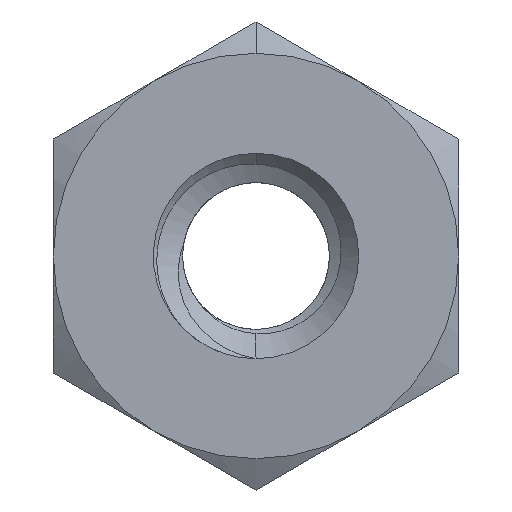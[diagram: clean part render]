
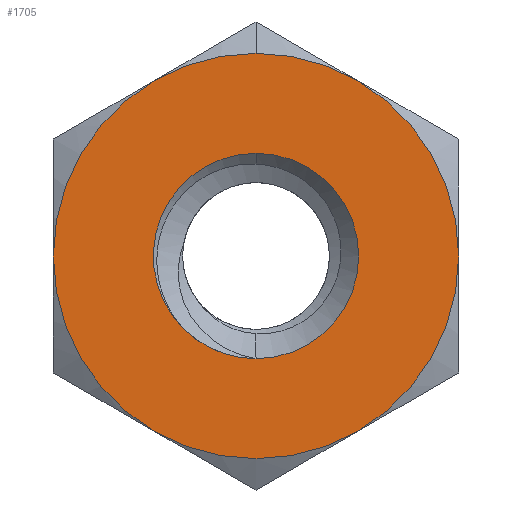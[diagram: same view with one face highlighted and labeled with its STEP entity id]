
A CAD part, front view. The second image highlights one B-rep face of the part: STEP entity #1705.
In plain terms, the highlighted planar face has unit normal (0, -1, 0).
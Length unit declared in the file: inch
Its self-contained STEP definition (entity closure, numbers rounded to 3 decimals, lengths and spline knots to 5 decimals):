
#17 = ORIENTED_EDGE ( 'NONE', *, *, #1083, .T. ) ;
#25 = DIRECTION ( 'NONE',  ( 0., 1., 0. ) ) ;
#100 = CARTESIAN_POINT ( 'NONE',  ( 0.09375, -0.0625, 0.16238 ) ) ;
#119 = ORIENTED_EDGE ( 'NONE', *, *, #317, .T. ) ;
#149 = DIRECTION ( 'NONE',  ( 0., 0., 1. ) ) ;
#180 = CARTESIAN_POINT ( 'NONE',  ( 0., -0.0625, 0. ) ) ;
#181 = ORIENTED_EDGE ( 'NONE', *, *, #675, .T. ) ;
#205 = CIRCLE ( 'NONE', #1818, 0.1875 ) ;
#254 = AXIS2_PLACEMENT_3D ( 'NONE', #1692, #1106, #1244 ) ;
#260 = DIRECTION ( 'NONE',  ( 0., 1., 0. ) ) ;
#288 = VERTEX_POINT ( 'NONE', #1340 ) ;
#306 = CARTESIAN_POINT ( 'NONE',  ( 0., -0.0625, 0. ) ) ;
#317 = EDGE_CURVE ( 'NONE', #710, #651, #1130, .T. ) ;
#382 = DIRECTION ( 'NONE',  ( 0., 0., 1. ) ) ;
#402 = ORIENTED_EDGE ( 'NONE', *, *, #1140, .T. ) ;
#424 = VERTEX_POINT ( 'NONE', #1355 ) ;
#442 = AXIS2_PLACEMENT_3D ( 'NONE', #681, #260, #822 ) ;
#452 = CARTESIAN_POINT ( 'NONE',  ( 0., -0.0625, -0.095 ) ) ;
#469 = AXIS2_PLACEMENT_3D ( 'NONE', #680, #532, #382 ) ;
#492 = CIRCLE ( 'NONE', #1025, 0.1875 ) ;
#500 = EDGE_LOOP ( 'NONE', ( #1668, #181, #402 ) ) ;
#502 = ORIENTED_EDGE ( 'NONE', *, *, #862, .T. ) ;
#505 = ORIENTED_EDGE ( 'NONE', *, *, #982, .T. ) ;
#530 = DIRECTION ( 'NONE',  ( 0., 0., 1. ) ) ;
#532 = DIRECTION ( 'NONE',  ( 0., 1., 0. ) ) ;
#545 = AXIS2_PLACEMENT_3D ( 'NONE', #1560, #1164, #149 ) ;
#546 = CARTESIAN_POINT ( 'NONE',  ( -0.09375, -0.0625, 0.16238 ) ) ;
#559 = VERTEX_POINT ( 'NONE', #1107 ) ;
#581 = ORIENTED_EDGE ( 'NONE', *, *, #1744, .T. ) ;
#599 = DIRECTION ( 'NONE',  ( 0., 0., 1. ) ) ;
#623 = DIRECTION ( 'NONE',  ( 0., 1., 0. ) ) ;
#651 = VERTEX_POINT ( 'NONE', #1235 ) ;
#675 = EDGE_CURVE ( 'NONE', #288, #1249, #938, .T. ) ;
#680 = CARTESIAN_POINT ( 'NONE',  ( -0.1875, -0.0625, -0.10825 ) ) ;
#681 = CARTESIAN_POINT ( 'NONE',  ( 0., -0.0625, 0. ) ) ;
#685 = CARTESIAN_POINT ( 'NONE',  ( 0., -0.0625, 0. ) ) ;
#710 = VERTEX_POINT ( 'NONE', #546 ) ;
#712 = VERTEX_POINT ( 'NONE', #100 ) ;
#745 = CARTESIAN_POINT ( 'NONE',  ( 0., -0.0625, 0. ) ) ;
#821 = CARTESIAN_POINT ( 'NONE',  ( 0., -0.0625, 0. ) ) ;
#822 = DIRECTION ( 'NONE',  ( 0., 0., 1. ) ) ;
#862 = EDGE_CURVE ( 'NONE', #651, #1173, #1241, .T. ) ;
#865 = CARTESIAN_POINT ( 'NONE',  ( 0., -0.0625, 0. ) ) ;
#915 = DIRECTION ( 'NONE',  ( 0., -1., 0. ) ) ;
#938 = CIRCLE ( 'NONE', #442, 0.095 ) ;
#953 = PLANE ( 'NONE',  #469 ) ;
#964 = VERTEX_POINT ( 'NONE', #452 ) ;
#980 = FACE_OUTER_BOUND ( 'NONE', #1310, .T. ) ;
#982 = EDGE_CURVE ( 'NONE', #424, #1742, #492, .T. ) ;
#1025 = AXIS2_PLACEMENT_3D ( 'NONE', #865, #1611, #1602 ) ;
#1083 = EDGE_CURVE ( 'NONE', #1173, #424, #1612, .T. ) ;
#1106 = DIRECTION ( 'NONE',  ( 0., -1., 0. ) ) ;
#1107 = CARTESIAN_POINT ( 'NONE',  ( 0., -0.0625, 0.1875 ) ) ;
#1120 = AXIS2_PLACEMENT_3D ( 'NONE', #745, #915, #1471 ) ;
#1122 = DIRECTION ( 'NONE',  ( 0., -1., 0. ) ) ;
#1127 = EDGE_CURVE ( 'NONE', #964, #288, #1444, .T. ) ;
#1130 = CIRCLE ( 'NONE', #1120, 0.1875 ) ;
#1140 = EDGE_CURVE ( 'NONE', #1249, #964, #1584, .T. ) ;
#1164 = DIRECTION ( 'NONE',  ( 0., -1., 0. ) ) ;
#1173 = VERTEX_POINT ( 'NONE', #1197 ) ;
#1197 = CARTESIAN_POINT ( 'NONE',  ( -0.09375, -0.0625, -0.16238 ) ) ;
#1214 = FACE_BOUND ( 'NONE', #500, .T. ) ;
#1235 = CARTESIAN_POINT ( 'NONE',  ( -0.1875, -0.0625, 0. ) ) ;
#1238 = CIRCLE ( 'NONE', #254, 0.1875 ) ;
#1241 = CIRCLE ( 'NONE', #545, 0.1875 ) ;
#1244 = DIRECTION ( 'NONE',  ( 0., 0., 1. ) ) ;
#1249 = VERTEX_POINT ( 'NONE', #1651 ) ;
#1272 = AXIS2_PLACEMENT_3D ( 'NONE', #180, #25, #1601 ) ;
#1310 = EDGE_LOOP ( 'NONE', ( #1745, #581, #119, #502, #17, #505, #1395 ) ) ;
#1340 = CARTESIAN_POINT ( 'NONE',  ( -0.06718, -0.0625, -0.06718 ) ) ;
#1345 = DIRECTION ( 'NONE',  ( 0., 0., 1. ) ) ;
#1355 = CARTESIAN_POINT ( 'NONE',  ( 0.09375, -0.0625, -0.16238 ) ) ;
#1395 = ORIENTED_EDGE ( 'NONE', *, *, #1420, .F. ) ;
#1420 = EDGE_CURVE ( 'NONE', #712, #1742, #1472, .T. ) ;
#1444 = CIRCLE ( 'NONE', #1683, 0.095 ) ;
#1471 = DIRECTION ( 'NONE',  ( 0., 0., 1. ) ) ;
#1472 = CIRCLE ( 'NONE', #1600, 0.1875 ) ;
#1485 = CARTESIAN_POINT ( 'NONE',  ( 0., -0.0625, 0. ) ) ;
#1522 = DIRECTION ( 'NONE',  ( 0., 1., 0. ) ) ;
#1560 = CARTESIAN_POINT ( 'NONE',  ( 0., -0.0625, 0. ) ) ;
#1584 = CIRCLE ( 'NONE', #1272, 0.095 ) ;
#1585 = AXIS2_PLACEMENT_3D ( 'NONE', #1485, #1739, #599 ) ;
#1600 = AXIS2_PLACEMENT_3D ( 'NONE', #685, #1522, #530 ) ;
#1601 = DIRECTION ( 'NONE',  ( 0., 0., 1. ) ) ;
#1602 = DIRECTION ( 'NONE',  ( 0., 0., 1. ) ) ;
#1611 = DIRECTION ( 'NONE',  ( 0., -1., 0. ) ) ;
#1612 = CIRCLE ( 'NONE', #1585, 0.1875 ) ;
#1651 = CARTESIAN_POINT ( 'NONE',  ( 0., -0.0625, 0.095 ) ) ;
#1668 = ORIENTED_EDGE ( 'NONE', *, *, #1127, .T. ) ;
#1673 = DIRECTION ( 'NONE',  ( 0., 0., 1. ) ) ;
#1683 = AXIS2_PLACEMENT_3D ( 'NONE', #306, #623, #1345 ) ;
#1692 = CARTESIAN_POINT ( 'NONE',  ( 0., -0.0625, 0. ) ) ;
#1705 = ADVANCED_FACE ( 'NONE', ( #980, #1214 ), #953, .F. ) ;
#1739 = DIRECTION ( 'NONE',  ( 0., -1., 0. ) ) ;
#1742 = VERTEX_POINT ( 'NONE', #1825 ) ;
#1744 = EDGE_CURVE ( 'NONE', #559, #710, #205, .T. ) ;
#1745 = ORIENTED_EDGE ( 'NONE', *, *, #1802, .T. ) ;
#1802 = EDGE_CURVE ( 'NONE', #712, #559, #1238, .T. ) ;
#1818 = AXIS2_PLACEMENT_3D ( 'NONE', #821, #1122, #1673 ) ;
#1825 = CARTESIAN_POINT ( 'NONE',  ( 0.1875, -0.0625, 0. ) ) ;
